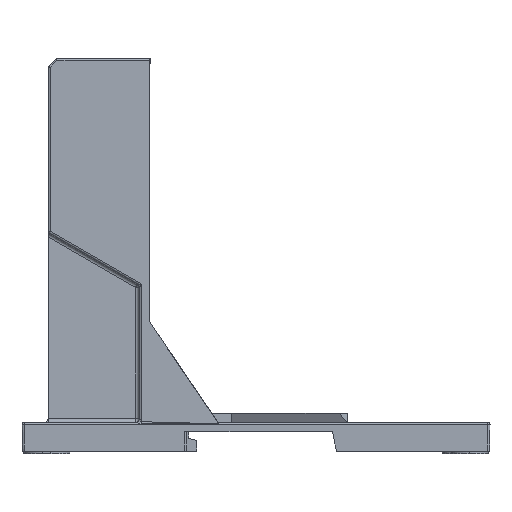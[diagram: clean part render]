
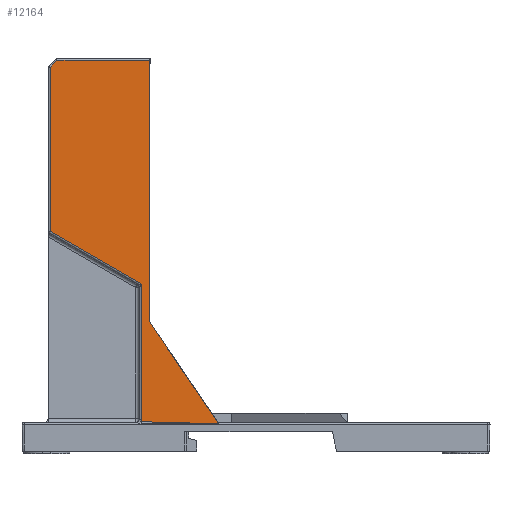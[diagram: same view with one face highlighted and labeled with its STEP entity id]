
A CAD part, left-side view. The second image highlights one B-rep face of the part: STEP entity #12164.
In plain terms, the highlighted face is planar.
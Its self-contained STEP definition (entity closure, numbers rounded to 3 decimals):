
#3668=DIRECTION('',(0.,0.,-1.));
#3669=VECTOR('',#3668,34.247);
#3670=CARTESIAN_POINT('',(74.152,-12.097,40.656));
#3671=LINE('',#3670,#3669);
#3682=DIRECTION('',(-0.005,0.707,0.707));
#3683=VECTOR('',#3682,2.414);
#3684=CARTESIAN_POINT('',(74.006,8.896,-49.209));
#3685=LINE('',#3684,#3683);
#3689=DIRECTION('',(0.,0.,-1.));
#3690=VECTOR('',#3689,65.);
#3691=CARTESIAN_POINT('',(74.166,-14.1,15.791));
#3692=LINE('',#3691,#3690);
#3696=CARTESIAN_POINT('',(74.152,-12.097,40.656));
#3697=CARTESIAN_POINT('',(74.169,-14.467,40.688));
#3698=CARTESIAN_POINT('',(74.201,-19.053,40.768));
#3699=CARTESIAN_POINT('',(74.247,-25.458,40.894));
#3700=CARTESIAN_POINT('',(74.27,-29.434,41.06));
#3701=CARTESIAN_POINT('',(74.284,-31.347,41.156));
#3706=DIRECTION('',(0.006,-0.866,0.5));
#3707=VECTOR('',#3706,26.212);
#3708=CARTESIAN_POINT('',(73.994,10.603,-6.697));
#3709=LINE('',#3708,#3707);
#3713=DIRECTION('',(0.,0.,-1.));
#3714=VECTOR('',#3713,40.804);
#3715=CARTESIAN_POINT('',(73.994,10.603,-6.697));
#3716=LINE('',#3715,#3714);
#3760=CARTESIAN_POINT('',(74.166,-14.1,
-49.209));
#3769=DIRECTION('',(0.007,-1.,0.));
#3770=VECTOR('',#3769,22.997);
#3771=CARTESIAN_POINT('',(74.006,8.896,-49.209));
#3772=LINE('',#3771,#3770);
#3994=CARTESIAN_POINT('',(74.152,-12.097,40.656));
#4105=CARTESIAN_POINT('',(74.284,-31.347,41.156));
#4118=DIRECTION('',(0.004,-0.562,0.827));
#4119=VECTOR('',#4118,30.674);
#4120=CARTESIAN_POINT('',(74.166,-14.1,15.791));
#4121=LINE('',#4120,#4119);
#7218=VERTEX_POINT('',#4105);
#7223=CARTESIAN_POINT('',(74.166,-14.1,15.791));
#7224=VERTEX_POINT('',#7223);
#7338=VERTEX_POINT('',#3994);
#7428=VERTEX_POINT('',#3760);
#7437=CARTESIAN_POINT('',(73.994,10.603,-6.697));
#7438=CARTESIAN_POINT('',(73.994,10.603,-47.501));
#7439=VERTEX_POINT('',#7437);
#7440=VERTEX_POINT('',#7438);
#7441=CARTESIAN_POINT('',(74.152,-12.097,6.409));
#7442=VERTEX_POINT('',#7441);
#7443=CARTESIAN_POINT('',(74.006,8.896,-49.209));
#7444=VERTEX_POINT('',#7443);
#12143=CARTESIAN_POINT('',(74.285,-31.1,
42.915));
#12144=DIRECTION('',(1.,0.007,0.));
#12145=DIRECTION('',(-0.007,1.,0.));
#12146=AXIS2_PLACEMENT_3D('',#12143,#12144,#12145);
#12147=PLANE('',#12146);
#12149=ORIENTED_EDGE('',*,*,#12148,.T.);
#12151=ORIENTED_EDGE('',*,*,#12150,.F.);
#12153=ORIENTED_EDGE('',*,*,#12152,.T.);
#12154=ORIENTED_EDGE('',*,*,#10162,.F.);
#12156=ORIENTED_EDGE('',*,*,#12155,.T.);
#12158=ORIENTED_EDGE('',*,*,#12157,.F.);
#12159=ORIENTED_EDGE('',*,*,#12124,.T.);
#12161=ORIENTED_EDGE('',*,*,#12160,.F.);
#12162=EDGE_LOOP('',(#12149,#12151,#12153,#12154,#12156,#12158,#12159,#12161));
#12163=FACE_OUTER_BOUND('',#12162,.F.);
#3702=B_SPLINE_CURVE_WITH_KNOTS('',3,(#3696,#3697,#3698,#3699,#3700,#3701),
.UNSPECIFIED.,.F.,.F.,(4,1,1,4),(0.,0.333,0.667,1.),
.UNSPECIFIED.);
#10162=EDGE_CURVE('',#7224,#7428,#3692,.T.);
#12124=EDGE_CURVE('',#7338,#7442,#3671,.T.);
#12148=EDGE_CURVE('',#7439,#7440,#3716,.T.);
#12150=EDGE_CURVE('',#7444,#7440,#3685,.T.);
#12152=EDGE_CURVE('',#7444,#7428,#3772,.T.);
#12155=EDGE_CURVE('',#7224,#7218,#4121,.T.);
#12157=EDGE_CURVE('',#7338,#7218,#3702,.T.);
#12160=EDGE_CURVE('',#7439,#7442,#3709,.T.);
#12164=ADVANCED_FACE('',(#12163),#12147,.T.);
